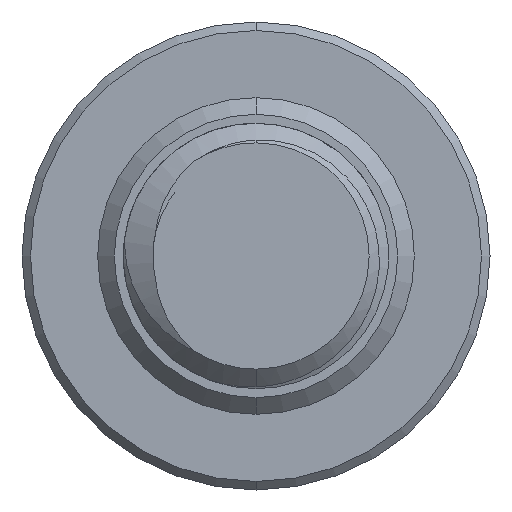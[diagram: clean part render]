
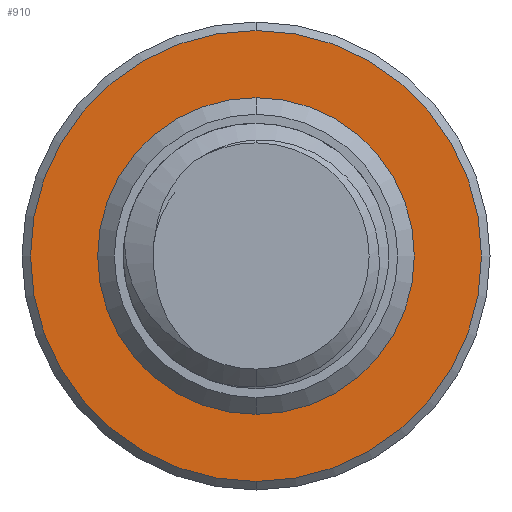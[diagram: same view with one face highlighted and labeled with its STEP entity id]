
A CAD part, front view. The second image highlights one B-rep face of the part: STEP entity #910.
In plain terms, the highlighted planar face has unit normal (0, -1, 0).
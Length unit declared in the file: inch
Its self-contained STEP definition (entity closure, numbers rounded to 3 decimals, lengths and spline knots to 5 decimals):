
#21 = AXIS2_PLACEMENT_3D ( 'NONE', #1754, #2709, #2733 ) ;
#213 = CARTESIAN_POINT ( 'NONE',  ( 0., 0.32259, 0. ) ) ;
#233 = CIRCLE ( 'NONE', #1335, 0.26559 ) ;
#265 = ORIENTED_EDGE ( 'NONE', *, *, #1146, .T. ) ;
#276 = AXIS2_PLACEMENT_3D ( 'NONE', #1717, #2258, #1289 ) ;
#344 = VERTEX_POINT ( 'NONE', #1250 ) ;
#383 = AXIS2_PLACEMENT_3D ( 'NONE', #2769, #2249, #2495 ) ;
#574 = EDGE_LOOP ( 'NONE', ( #811, #265 ) ) ;
#648 = VERTEX_POINT ( 'NONE', #1100 ) ;
#665 = DIRECTION ( 'NONE',  ( 0., 0., 1. ) ) ;
#811 = ORIENTED_EDGE ( 'NONE', *, *, #975, .T. ) ;
#841 = FACE_OUTER_BOUND ( 'NONE', #574, .T. ) ;
#910 = ADVANCED_FACE ( 'NONE', ( #841, #2054 ), #1540, .F. ) ;
#930 = CIRCLE ( 'NONE', #21, 0.176 ) ;
#975 = EDGE_CURVE ( 'NONE', #648, #344, #233, .T. ) ;
#1100 = CARTESIAN_POINT ( 'NONE',  ( 0., 0.32259, 0.26559 ) ) ;
#1146 = EDGE_CURVE ( 'NONE', #344, #648, #2211, .T. ) ;
#1250 = CARTESIAN_POINT ( 'NONE',  ( 0., 0.32259, -0.26559 ) ) ;
#1289 = DIRECTION ( 'NONE',  ( 0., 0., 1. ) ) ;
#1335 = AXIS2_PLACEMENT_3D ( 'NONE', #213, #2367, #665 ) ;
#1525 = DIRECTION ( 'NONE',  ( 0., 0., 1. ) ) ;
#1540 = PLANE ( 'NONE',  #383 ) ;
#1717 = CARTESIAN_POINT ( 'NONE',  ( 0., 0.32259, 0. ) ) ;
#1754 = CARTESIAN_POINT ( 'NONE',  ( 0., 0.32259, 0. ) ) ;
#1886 = ORIENTED_EDGE ( 'NONE', *, *, #2913, .T. ) ;
#2054 = FACE_BOUND ( 'NONE', #2688, .T. ) ;
#2170 = CARTESIAN_POINT ( 'NONE',  ( 0., 0.32259, -0.176 ) ) ;
#2211 = CIRCLE ( 'NONE', #276, 0.26559 ) ;
#2218 = DIRECTION ( 'NONE',  ( 0., 1., 0. ) ) ;
#2249 = DIRECTION ( 'NONE',  ( 0., 1., 0. ) ) ;
#2258 = DIRECTION ( 'NONE',  ( 0., -1., 0. ) ) ;
#2367 = DIRECTION ( 'NONE',  ( 0., -1., 0. ) ) ;
#2395 = EDGE_CURVE ( 'NONE', #2749, #2801, #930, .T. ) ;
#2452 = CARTESIAN_POINT ( 'NONE',  ( 0., 0.32259, 0. ) ) ;
#2495 = DIRECTION ( 'NONE',  ( 0., 0., 1. ) ) ;
#2623 = CARTESIAN_POINT ( 'NONE',  ( 0., 0.32259, 0.176 ) ) ;
#2688 = EDGE_LOOP ( 'NONE', ( #2899, #1886 ) ) ;
#2709 = DIRECTION ( 'NONE',  ( 0., 1., 0. ) ) ;
#2733 = DIRECTION ( 'NONE',  ( 0., 0., 1. ) ) ;
#2749 = VERTEX_POINT ( 'NONE', #2623 ) ;
#2769 = CARTESIAN_POINT ( 'NONE',  ( 0.27559, 0.32259, 0. ) ) ;
#2801 = VERTEX_POINT ( 'NONE', #2170 ) ;
#2847 = CIRCLE ( 'NONE', #2951, 0.176 ) ;
#2899 = ORIENTED_EDGE ( 'NONE', *, *, #2395, .T. ) ;
#2913 = EDGE_CURVE ( 'NONE', #2801, #2749, #2847, .T. ) ;
#2951 = AXIS2_PLACEMENT_3D ( 'NONE', #2452, #2218, #1525 ) ;
